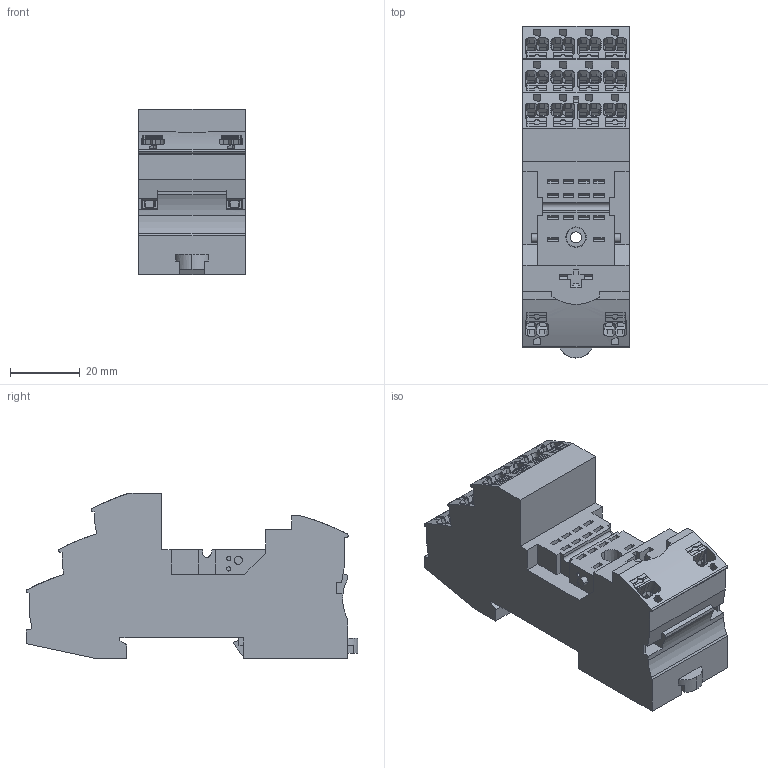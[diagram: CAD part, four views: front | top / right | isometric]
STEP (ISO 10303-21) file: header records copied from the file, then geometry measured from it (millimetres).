
FILE_DESCRIPTION(('HOOPS Exchange Step'),'2;1');
FILE_NAME('export-EA81F9EA-049C-4247-BFAD-6BA0D3A5624B.stp','2021-04-08T15:06:03+02:00',('Engineering'),('Alibre'),'HOOPS Exchange 2020.1','Alibre','Unknown authorisation');
FILE_SCHEMA( ('AP242_MANAGED_MODEL_BASED_3D_ENGINEERING_MIM_LF {1 0 10303 442 1 1 4 }') );
Length unit declared in the file: millimetre
Products named in the file (2): 5539-1 Relay base - RIF-2-BPT4X21 - 2900934; 5539 Relay base - RIF-2-BPT4X21 - 2900934
Assembly tree (1 placements, depth 2):
  5539 Relay base - RIF-2-BPT4X21 - 2900934
    5539-1 Relay base - RIF-2-BPT4X21 - 2900934
Bounding box: 30.6 x 95.4 x 47.54 mm (x, y, z)
Volume: 85619.8 mm3; surface area: 20077.3 mm2
Topology: 1 solids, 1 shells, 1238 faces, 3531 edges, 2346 vertices
Faces by surface type: plane 965, cylinder 257, bspline 14, cone 2
Entity records: 43915 total; most frequent: CARTESIAN_POINT 11108, ORIENTED_EDGE 7062, DIRECTION 6419, EDGE_CURVE 3531, VECTOR 2649, LINE 2649, VERTEX_POINT 2346, AXIS2_PLACEMENT_3D 1885
